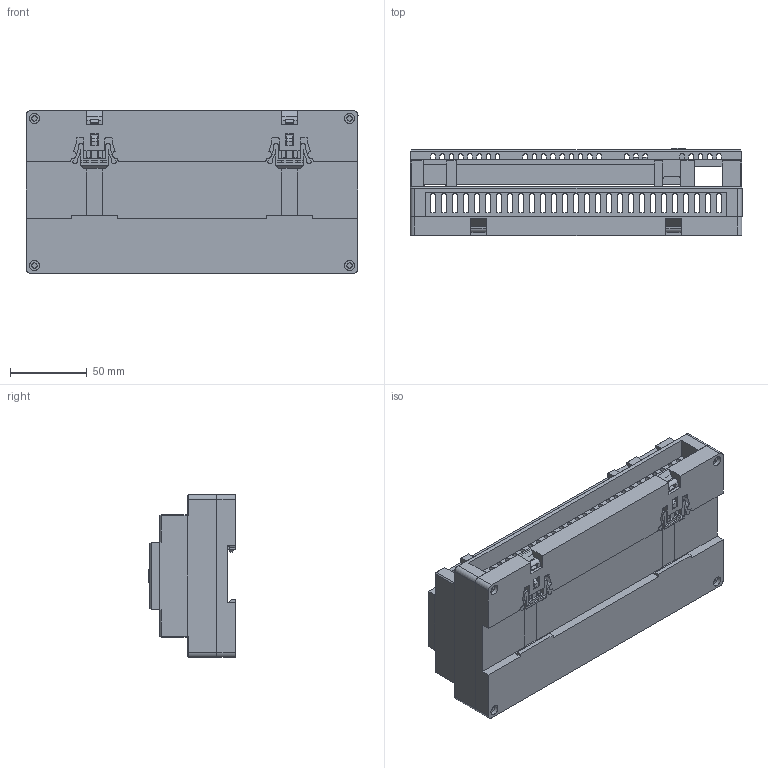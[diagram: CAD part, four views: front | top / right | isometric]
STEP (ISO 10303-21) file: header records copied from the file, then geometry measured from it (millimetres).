
FILE_DESCRIPTION(/* description */ (''),/* implementation_level */ '2;1');
FILE_NAME(/* name */ 'esp case.step',/* time_stamp */ '2024-03-18T17:05:16+01:00',/* author */ (''),/* organization */ (''),/* preprocessor_version */ 'ST-DEVELOPER v20',/* originating_system */ 'Autodesk Translation Framework v12.20.1.177',/* authorisation */ '');
FILE_SCHEMA (('AUTOMOTIVE_DESIGN { 1 0 10303 214 3 1 1 }'));
Length unit declared in the file: millimetre
Products named in the file (7): esp v0.6 case; Case ESP2 v1; button; front case; back case; DXMG-WALL-CLIP; oled mount (1) v1
Assembly tree (7 placements, depth 3):
  esp v0.6 case
    Case ESP2 v1
      button
      front case
      back case
      DXMG-WALL-CLIP  x2
      oled mount (1) v1
Bounding box: 216 x 56.8 x 105.8 mm (x, y, z)
Volume: 250893 mm3; surface area: 187934.8 mm2
Topology: 8 solids, 8 shells, 1330 faces, 3756 edges, 2476 vertices
Faces by surface type: plane 1008, cylinder 290, cone 32
Full cylindrical faces by diameter (mm): 2.5 x8, 3.5 x16, 4.5 x4, 5 x1, 6.5 x4
Entity records: 40921 total; most frequent: CARTESIAN_POINT 7134, ORIENTED_EDGE 7068, DIRECTION 6664, EDGE_CURVE 3534, LINE 2948, VECTOR 2948, VERTEX_POINT 2328, AXIS2_PLACEMENT_3D 1858
